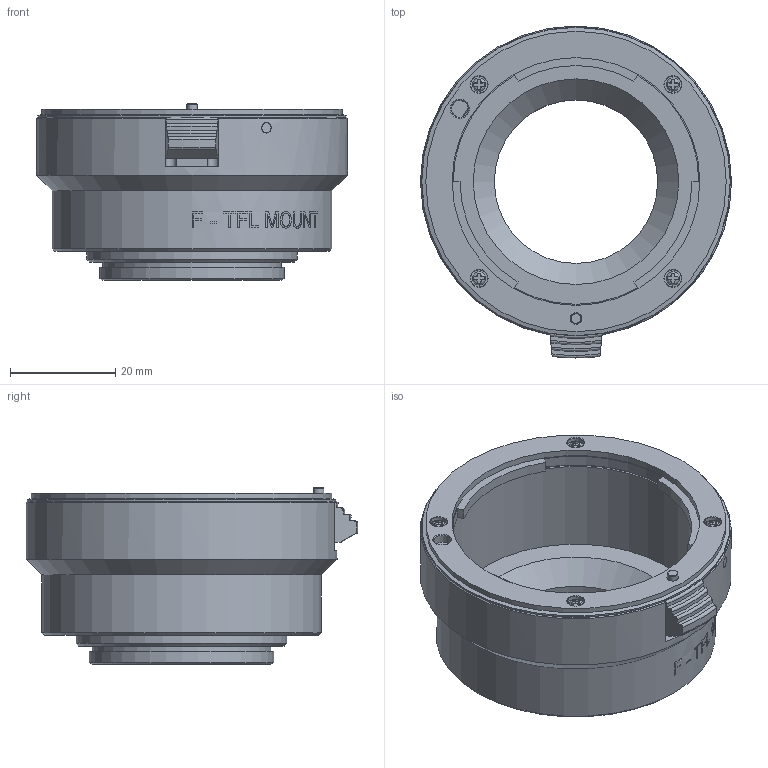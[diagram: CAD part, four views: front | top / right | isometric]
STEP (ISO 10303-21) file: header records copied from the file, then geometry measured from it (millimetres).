
FILE_DESCRIPTION (( 'STEP AP203' ), '1' );
FILE_NAME ('581-761-A.STEP', '2019-04-16T23:34:10', ( '' ), ( '' ), 'SwSTEP 2.0', 'SolidWorks 2017', '' );
FILE_SCHEMA (( 'CONFIG_CONTROL_DESIGN' ));
Length unit declared in the file: millimetre
Products named in the file (1): 581-761-A
Bounding box: 59 x 62.97 x 33.57 mm (x, y, z)
Volume: 25020.6 mm3; surface area: 16542 mm2
Topology: 8 solids, 8 shells, 428 faces, 1113 edges, 737 vertices
Faces by surface type: plane 198, bspline 125, cylinder 82, cone 23
Full cylindrical faces by diameter (mm): 1.21 x4, 1.7 x8, 1.8 x4, 2 x2, 3 x2, 3.2 x5, 31 x1, 33.9 x1, 35 x1, 40 x1, 47 x1, 47.5 x1, 53 x1, 57 x1, 58.5 x1, 59 x1
Entity records: 14207 total; most frequent: CARTESIAN_POINT 4681, ORIENTED_EDGE 2078, DIRECTION 1602, EDGE_CURVE 1039, VERTEX_POINT 723, AXIS2_PLACEMENT_3D 559, EDGE_LOOP 540, VECTOR 484
